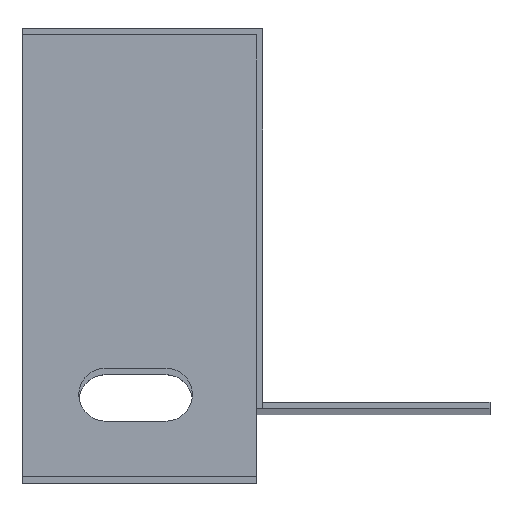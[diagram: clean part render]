
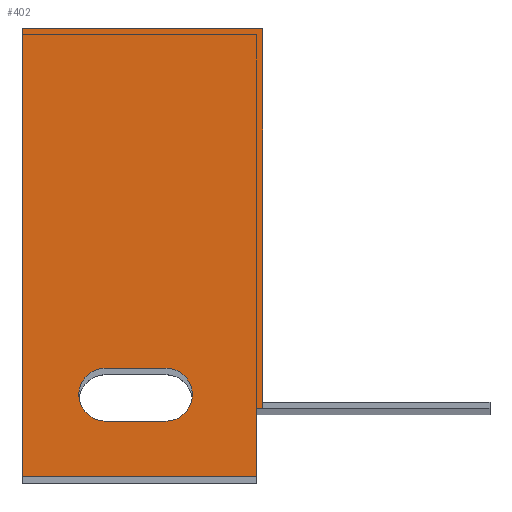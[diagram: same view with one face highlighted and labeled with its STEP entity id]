
A CAD part, top view. The second image highlights one B-rep face of the part: STEP entity #402.
In plain terms, the highlighted planar face has unit normal (0, 0, 1).
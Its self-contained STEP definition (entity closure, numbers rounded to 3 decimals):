
#1 = ORIENTED_EDGE ( 'NONE', *, *, #126, .T. ) ;
#2 = DIRECTION ( 'NONE',  ( 0., 0., 1. ) ) ;
#7 = VERTEX_POINT ( 'NONE', #720 ) ;
#20 = CARTESIAN_POINT ( 'NONE',  ( 1494.3, -49.3, 499.8 ) ) ;
#30 = CARTESIAN_POINT ( 'NONE',  ( 1494.3, 0.8, 499.8 ) ) ;
#37 = CARTESIAN_POINT ( 'NONE',  ( 1462.5, -58.3, 499.8 ) ) ;
#39 = CARTESIAN_POINT ( 'NONE',  ( 1473.5, -47.5, 499.8 ) ) ;
#43 = CARTESIAN_POINT ( 'NONE',  ( 1481.5, -47.5, 499.8 ) ) ;
#47 = ORIENTED_EDGE ( 'NONE', *, *, #465, .T. ) ;
#49 = AXIS2_PLACEMENT_3D ( 'NONE', #43, #549, #118 ) ;
#64 = VECTOR ( 'NONE', #106, 1000. ) ;
#89 = CARTESIAN_POINT ( 'NONE',  ( 1493.5, -58.3, 499.8 ) ) ;
#106 = DIRECTION ( 'NONE',  ( 0., 1., 0. ) ) ;
#108 = DIRECTION ( 'NONE',  ( 0., 1., 0. ) ) ;
#109 = CIRCLE ( 'NONE', #194, 3.5 ) ;
#110 = CARTESIAN_POINT ( 'NONE',  ( 1494.3, -1.5, 499.8 ) ) ;
#111 = LINE ( 'NONE', #110, #762 ) ;
#115 = DIRECTION ( 'NONE',  ( 1., 0., 0. ) ) ;
#117 = CARTESIAN_POINT ( 'NONE',  ( 1481.5, -51., 499.8 ) ) ;
#118 = DIRECTION ( 'NONE',  ( 1., 0., 0. ) ) ;
#126 = EDGE_CURVE ( 'NONE', #734, #737, #621, .T. ) ;
#129 = EDGE_CURVE ( 'NONE', #817, #810, #862, .T. ) ;
#159 = EDGE_CURVE ( 'NONE', #640, #737, #111, .T. ) ;
#164 = VERTEX_POINT ( 'NONE', #89 ) ;
#173 = LINE ( 'NONE', #376, #793 ) ;
#177 = DIRECTION ( 'NONE',  ( 0., -1., 0. ) ) ;
#178 = EDGE_CURVE ( 'NONE', #236, #817, #109, .T. ) ;
#179 = CARTESIAN_POINT ( 'NONE',  ( 1494.3, -49.3, 499.8 ) ) ;
#194 = AXIS2_PLACEMENT_3D ( 'NONE', #39, #547, #115 ) ;
#196 = EDGE_CURVE ( 'NONE', #810, #294, #554, .T. ) ;
#202 = DIRECTION ( 'NONE',  ( -1., 0., 0. ) ) ;
#204 = VECTOR ( 'NONE', #382, 1000. ) ;
#236 = VERTEX_POINT ( 'NONE', #404 ) ;
#267 = LINE ( 'NONE', #20, #204 ) ;
#271 = ORIENTED_EDGE ( 'NONE', *, *, #129, .F. ) ;
#274 = ORIENTED_EDGE ( 'NONE', *, *, #877, .T. ) ;
#284 = VECTOR ( 'NONE', #391, 1000. ) ;
#294 = VERTEX_POINT ( 'NONE', #416 ) ;
#323 = EDGE_CURVE ( 'NONE', #164, #700, #343, .T. ) ;
#328 = VECTOR ( 'NONE', #202, 1000. ) ;
#335 = ORIENTED_EDGE ( 'NONE', *, *, #323, .F. ) ;
#343 = LINE ( 'NONE', #744, #328 ) ;
#351 = EDGE_CURVE ( 'NONE', #294, #236, #470, .T. ) ;
#376 = CARTESIAN_POINT ( 'NONE',  ( 1493.5, -58.3, 499.8 ) ) ;
#382 = DIRECTION ( 'NONE',  ( 1., 0., 0. ) ) ;
#384 = EDGE_LOOP ( 'NONE', ( #651, #538, #705, #271 ) ) ;
#386 = CARTESIAN_POINT ( 'NONE',  ( 1493.5, -49.3, 499.8 ) ) ;
#391 = DIRECTION ( 'NONE',  ( 1., 0., 0. ) ) ;
#396 = CARTESIAN_POINT ( 'NONE',  ( 1494.3, -49.3, 499.8 ) ) ;
#398 = CARTESIAN_POINT ( 'NONE',  ( 1462.5, -1., 499.8 ) ) ;
#400 = CARTESIAN_POINT ( 'NONE',  ( 1494.3, -48.5, 499.8 ) ) ;
#402 = ADVANCED_FACE ( 'NONE', ( #603, #563 ), #750, .T. ) ;
#404 = CARTESIAN_POINT ( 'NONE',  ( 1473.5, -44., 499.8 ) ) ;
#416 = CARTESIAN_POINT ( 'NONE',  ( 1481.5, -44., 499.8 ) ) ;
#421 = CARTESIAN_POINT ( 'NONE',  ( 1481.5, -44., 499.8 ) ) ;
#425 = DIRECTION ( 'NONE',  ( -1., 0., 0. ) ) ;
#451 = DIRECTION ( 'NONE',  ( 0., 1., 0. ) ) ;
#465 = EDGE_CURVE ( 'NONE', #164, #537, #173, .T. ) ;
#470 = LINE ( 'NONE', #421, #787 ) ;
#498 = LINE ( 'NONE', #789, #648 ) ;
#499 = DIRECTION ( 'NONE',  ( 0., -1., 0. ) ) ;
#536 = CARTESIAN_POINT ( 'NONE',  ( 1473.5, -51., 499.8 ) ) ;
#537 = VERTEX_POINT ( 'NONE', #386 ) ;
#538 = ORIENTED_EDGE ( 'NONE', *, *, #351, .F. ) ;
#547 = DIRECTION ( 'NONE',  ( 0., 0., 1. ) ) ;
#549 = DIRECTION ( 'NONE',  ( 0., 0., 1. ) ) ;
#554 = CIRCLE ( 'NONE', #49, 3.5 ) ;
#560 = EDGE_LOOP ( 'NONE', ( #1, #594, #783, #738, #335, #47, #274 ) ) ;
#563 = FACE_BOUND ( 'NONE', #384, .T. ) ;
#566 = CARTESIAN_POINT ( 'NONE',  ( 1492.5, -1., 499.8 ) ) ;
#578 = LINE ( 'NONE', #398, #813 ) ;
#594 = ORIENTED_EDGE ( 'NONE', *, *, #159, .F. ) ;
#603 = FACE_OUTER_BOUND ( 'NONE', #560, .T. ) ;
#621 = LINE ( 'NONE', #396, #64 ) ;
#640 = VERTEX_POINT ( 'NONE', #30 ) ;
#648 = VECTOR ( 'NONE', #857, 1000. ) ;
#651 = ORIENTED_EDGE ( 'NONE', *, *, #178, .F. ) ;
#682 = EDGE_CURVE ( 'NONE', #700, #7, #578, .T. ) ;
#692 = EDGE_CURVE ( 'NONE', #640, #7, #498, .T. ) ;
#700 = VERTEX_POINT ( 'NONE', #37 ) ;
#704 = CARTESIAN_POINT ( 'NONE',  ( 1473.5, -51., 499.8 ) ) ;
#705 = ORIENTED_EDGE ( 'NONE', *, *, #196, .F. ) ;
#720 = CARTESIAN_POINT ( 'NONE',  ( 1462.5, 0.8, 499.8 ) ) ;
#734 = VERTEX_POINT ( 'NONE', #179 ) ;
#737 = VERTEX_POINT ( 'NONE', #400 ) ;
#738 = ORIENTED_EDGE ( 'NONE', *, *, #682, .F. ) ;
#744 = CARTESIAN_POINT ( 'NONE',  ( 1492.5, -58.3, 499.8 ) ) ;
#750 = PLANE ( 'NONE',  #845 ) ;
#762 = VECTOR ( 'NONE', #177, 1000. ) ;
#783 = ORIENTED_EDGE ( 'NONE', *, *, #692, .T. ) ;
#787 = VECTOR ( 'NONE', #425, 1000. ) ;
#789 = CARTESIAN_POINT ( 'NONE',  ( 1493.5, 0.8, 499.8 ) ) ;
#793 = VECTOR ( 'NONE', #451, 1000. ) ;
#810 = VERTEX_POINT ( 'NONE', #117 ) ;
#813 = VECTOR ( 'NONE', #108, 1000. ) ;
#817 = VERTEX_POINT ( 'NONE', #704 ) ;
#845 = AXIS2_PLACEMENT_3D ( 'NONE', #566, #2, #499 ) ;
#857 = DIRECTION ( 'NONE',  ( -1., 0., 0. ) ) ;
#862 = LINE ( 'NONE', #536, #284 ) ;
#877 = EDGE_CURVE ( 'NONE', #537, #734, #267, .T. ) ;
